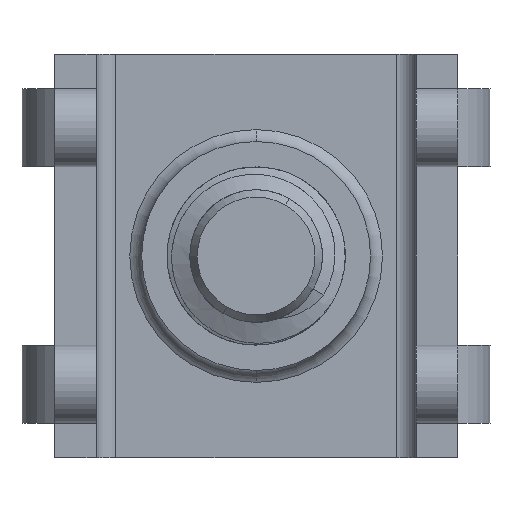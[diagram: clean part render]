
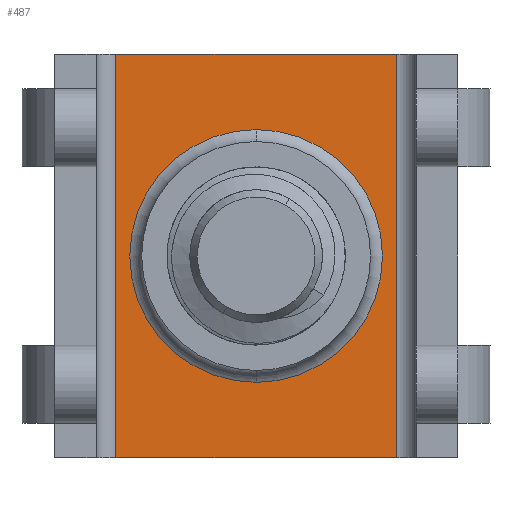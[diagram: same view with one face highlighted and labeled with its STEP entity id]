
A CAD part, front view. The second image highlights one B-rep face of the part: STEP entity #487.
In plain terms, the highlighted planar face has unit normal (0, -1, 0).
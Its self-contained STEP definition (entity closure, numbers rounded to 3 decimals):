
#487 = ADVANCED_FACE ( 'NONE', ( #3444, #3443 ), #3539, .F. ) ;
#488 = EDGE_LOOP ( 'NONE', ( #514, #518, #521, #524 ) ) ;
#514 = ORIENTED_EDGE ( 'NONE', *, *, #515, .T. ) ;
#515 = EDGE_CURVE ( 'NONE', #516, #517, #3752, .T. ) ;
#516 = VERTEX_POINT ( 'NONE', #3744 ) ;
#517 = VERTEX_POINT ( 'NONE', #3742 ) ;
#518 = ORIENTED_EDGE ( 'NONE', *, *, #519, .F. ) ;
#519 = EDGE_CURVE ( 'NONE', #520, #517, #3736, .T. ) ;
#520 = VERTEX_POINT ( 'NONE', #3729 ) ;
#521 = ORIENTED_EDGE ( 'NONE', *, *, #522, .F. ) ;
#522 = EDGE_CURVE ( 'NONE', #523, #520, #3723, .T. ) ;
#523 = VERTEX_POINT ( 'NONE', #3716 ) ;
#524 = ORIENTED_EDGE ( 'NONE', *, *, #525, .T. ) ;
#525 = EDGE_CURVE ( 'NONE', #523, #516, #3710, .T. ) ;
#526 = EDGE_LOOP ( 'NONE', ( #527, #534 ) ) ;
#527 = ORIENTED_EDGE ( 'NONE', *, *, #555, .F. ) ;
#534 = ORIENTED_EDGE ( 'NONE', *, *, #535, .F. ) ;
#535 = EDGE_CURVE ( 'NONE', #557, #556, #3830, .T. ) ;
#555 = EDGE_CURVE ( 'NONE', #556, #557, #3955, .T. ) ;
#556 = VERTEX_POINT ( 'NONE', #3946 ) ;
#557 = VERTEX_POINT ( 'NONE', #3944 ) ;
#3443 = FACE_BOUND ( 'NONE', #526, .T. ) ;
#3444 = FACE_OUTER_BOUND ( 'NONE', #488, .T. ) ;
#3534 = DIRECTION ( 'NONE',  ( 0., 0., 1. ) ) ;
#3536 = DIRECTION ( 'NONE',  ( 0., 1., 0. ) ) ;
#3537 = CARTESIAN_POINT ( 'NONE',  ( -0.613, 3.93, 3.387 ) ) ;
#3538 = AXIS2_PLACEMENT_3D ( 'NONE', #3537, #3536, #3534 ) ;
#3539 = PLANE ( 'NONE',  #3538 ) ;
#3686 = CARTESIAN_POINT ( 'NONE',  ( 2.131, 3.93, -0.55 ) ) ;
#3705 = DIRECTION ( 'NONE',  ( 0., 0., -1. ) ) ;
#3707 = VECTOR ( 'NONE', #3705, 1000. ) ;
#3709 = CARTESIAN_POINT ( 'NONE',  ( -0.613, 3.93, 3.387 ) ) ;
#3710 = LINE ( 'NONE', #3709, #3707 ) ;
#3716 = CARTESIAN_POINT ( 'NONE',  ( -0.613, 3.93, 3.387 ) ) ;
#3718 = DIRECTION ( 'NONE',  ( 1., 0., 0. ) ) ;
#3720 = VECTOR ( 'NONE', #3718, 1000. ) ;
#3722 = CARTESIAN_POINT ( 'NONE',  ( -0.613, 3.93, 3.387 ) ) ;
#3723 = LINE ( 'NONE', #3722, #3720 ) ;
#3729 = CARTESIAN_POINT ( 'NONE',  ( 4.874, 3.93, 3.387 ) ) ;
#3731 = DIRECTION ( 'NONE',  ( 0., 0., -1. ) ) ;
#3733 = VECTOR ( 'NONE', #3731, 1000. ) ;
#3735 = CARTESIAN_POINT ( 'NONE',  ( 4.874, 3.93, 3.387 ) ) ;
#3736 = LINE ( 'NONE', #3735, #3733 ) ;
#3742 = CARTESIAN_POINT ( 'NONE',  ( 4.874, 3.93, -4.487 ) ) ;
#3744 = CARTESIAN_POINT ( 'NONE',  ( -0.613, 3.93, -4.487 ) ) ;
#3747 = DIRECTION ( 'NONE',  ( 1., 0., 0. ) ) ;
#3748 = VECTOR ( 'NONE', #3747, 1000. ) ;
#3750 = CARTESIAN_POINT ( 'NONE',  ( -0.613, 3.93, -4.487 ) ) ;
#3752 = LINE ( 'NONE', #3750, #3748 ) ;
#3824 = DIRECTION ( 'NONE',  ( 0., 0., -1. ) ) ;
#3826 = DIRECTION ( 'NONE',  ( 0., -1., 0. ) ) ;
#3828 = AXIS2_PLACEMENT_3D ( 'NONE', #3686, #3826, #3824 ) ;
#3830 = CIRCLE ( 'NONE', #3828, 2.468 ) ;
#3944 = CARTESIAN_POINT ( 'NONE',  ( 2.131, 3.93, -3.018 ) ) ;
#3946 = CARTESIAN_POINT ( 'NONE',  ( 2.131, 3.93, 1.918 ) ) ;
#3948 = DIRECTION ( 'NONE',  ( 0., 0., -1. ) ) ;
#3950 = DIRECTION ( 'NONE',  ( 0., -1., 0. ) ) ;
#3951 = CARTESIAN_POINT ( 'NONE',  ( 2.131, 3.93, -0.55 ) ) ;
#3953 = AXIS2_PLACEMENT_3D ( 'NONE', #3951, #3950, #3948 ) ;
#3955 = CIRCLE ( 'NONE', #3953, 2.468 ) ;
